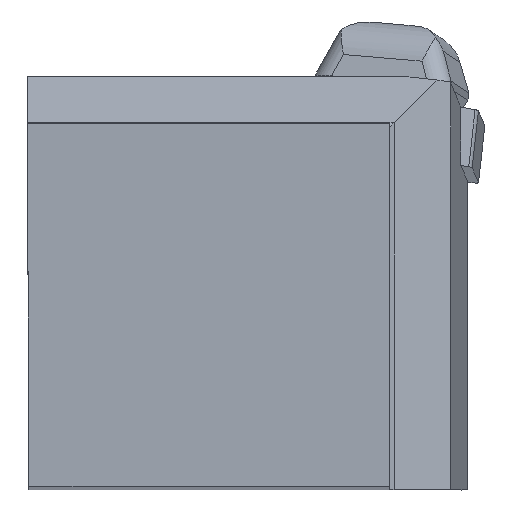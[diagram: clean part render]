
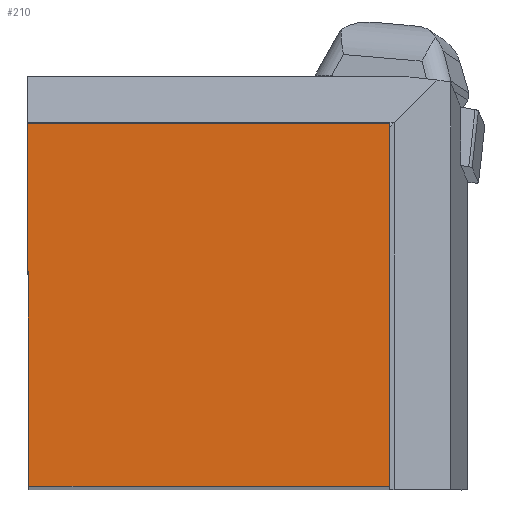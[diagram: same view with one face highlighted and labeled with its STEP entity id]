
A CAD part, top view. The second image highlights one B-rep face of the part: STEP entity #210.
In plain terms, the highlighted planar face has unit normal (0, 0, 1).
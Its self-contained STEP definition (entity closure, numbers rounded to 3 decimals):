
#144=FACE_OUTER_BOUND('',#615,.T.);
#210=ADVANCED_FACE('BLANK_BOXF006',(#144),#270,.F.);
#270=PLANE('',#1460);
#365=LINE('',#2122,#503);
#366=LINE('',#2125,#504);
#367=LINE('',#2127,#505);
#368=LINE('',#2129,#506);
#503=VECTOR('',#1679,1.);
#504=VECTOR('',#1680,1.);
#505=VECTOR('',#1681,1.);
#506=VECTOR('',#1682,1.);
#615=EDGE_LOOP('',(#780,#781,#782,#783));
#780=ORIENTED_EDGE('',*,*,#1224,.T.);
#781=ORIENTED_EDGE('',*,*,#1225,.T.);
#782=ORIENTED_EDGE('',*,*,#1226,.T.);
#783=ORIENTED_EDGE('',*,*,#1227,.T.);
#1087=VERTEX_POINT('',#2123);
#1088=VERTEX_POINT('',#2124);
#1089=VERTEX_POINT('',#2126);
#1090=VERTEX_POINT('',#2128);
#1224=EDGE_CURVE('',#1087,#1088,#365,.T.);
#1225=EDGE_CURVE('',#1088,#1089,#366,.T.);
#1226=EDGE_CURVE('',#1089,#1090,#367,.T.);
#1227=EDGE_CURVE('',#1090,#1087,#368,.T.);
#1460=AXIS2_PLACEMENT_3D('',#2130,#1683,#1684);
#1679=DIRECTION('',(0.,1.,0.));
#1680=DIRECTION('',(-1.,0.,0.));
#1681=DIRECTION('',(0.004,-1.,0.));
#1682=DIRECTION('',(1.,0.,0.));
#1683=DIRECTION('',(0.,0.,-1.));
#1684=DIRECTION('',(1.,0.,0.));
#2122=CARTESIAN_POINT('',(39.85,-266.35,0.));
#2123=CARTESIAN_POINT('',(39.85,0.,0.));
#2124=CARTESIAN_POINT('',(39.85,39.85,0.));
#2125=CARTESIAN_POINT('',(266.35,39.85,0.));
#2126=CARTESIAN_POINT('',(0.,39.85,0.));
#2127=CARTESIAN_POINT('',(-0.988,266.347,0.));
#2128=CARTESIAN_POINT('',(0.174,0.,0.));
#2129=CARTESIAN_POINT('',(-266.35,0.,0.));
#2130=CARTESIAN_POINT('',(65.35,-5.,0.));
